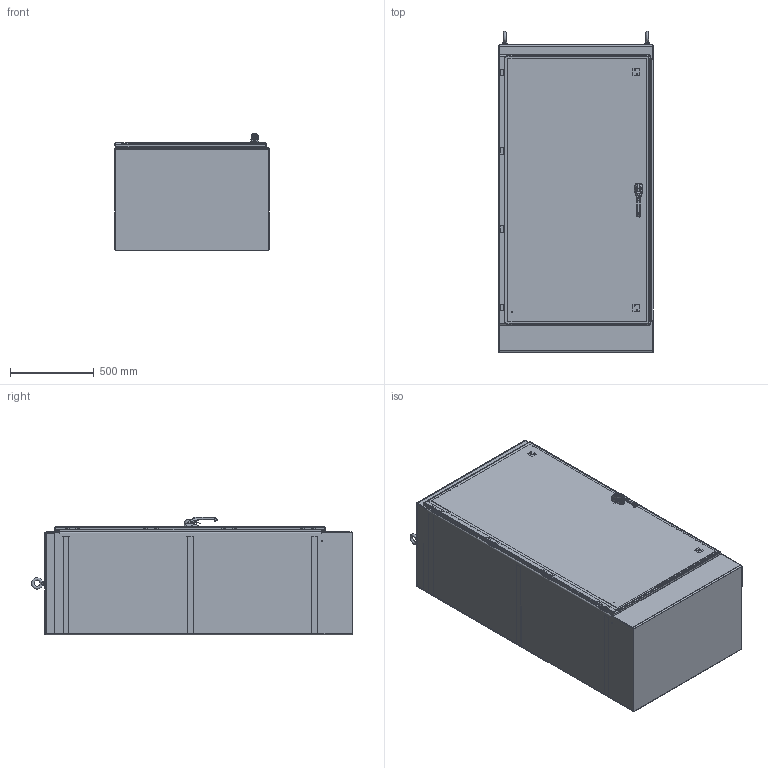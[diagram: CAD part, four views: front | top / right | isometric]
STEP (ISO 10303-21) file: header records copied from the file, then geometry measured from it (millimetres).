
FILE_DESCRIPTION (( 'STEP AP214' ), '1' );
FILE_NAME ('WRD723624SSFSN4.STEP', '2020-05-14T20:05:24', ( '' ), ( '' ), 'SwSTEP 2.0', 'SolidWorks 2019', '' );
FILE_SCHEMA (( 'AUTOMOTIVE_DESIGN' ));
Length unit declared in the file: inch
Products named in the file (1): WRD723624SSFSN4
Bounding box: 917.68 x 1911.06 x 700.99 mm (x, y, z)
Volume: 21464481.3 mm3; surface area: 15797199.7 mm2
Topology: 103 solids, 103 shells, 3881 faces, 9704 edges, 6029 vertices
Faces by surface type: plane 1580, cylinder 1362, bspline 623, cone 278, torus 38
Full cylindrical faces by diameter (mm): 2.5 x1, 3 x1, 3.1 x2, 3.15 x1, 3.452 x4, 3.5 x1, 3.551 x20, 3.9 x1, 4.166 x32, 4.2 x2, 4.5 x2, 4.763 x4, 4.953 x8, 5 x3, 5.08 x8, 5.099 x4, 5.4 x3, 5.69 x4, 6 x3, 6.02 x4, 6.128 x2, 6.172 x2, 6.337 x6, 6.35 x26, 6.41 x2, 6.655 x16, 6.756 x8, 7.137 x3, 7.144 x2, 7.48 x8
Entity records: 211155 total; most frequent: CARTESIAN_POINT 73756, ORIENTED_EDGE 17766, DIRECTION 16906, EDGE_CURVE 8883, AXIS2_PLACEMENT_3D 6229, VERTEX_POINT 5839, EDGE_LOOP 4732, VECTOR 4448
